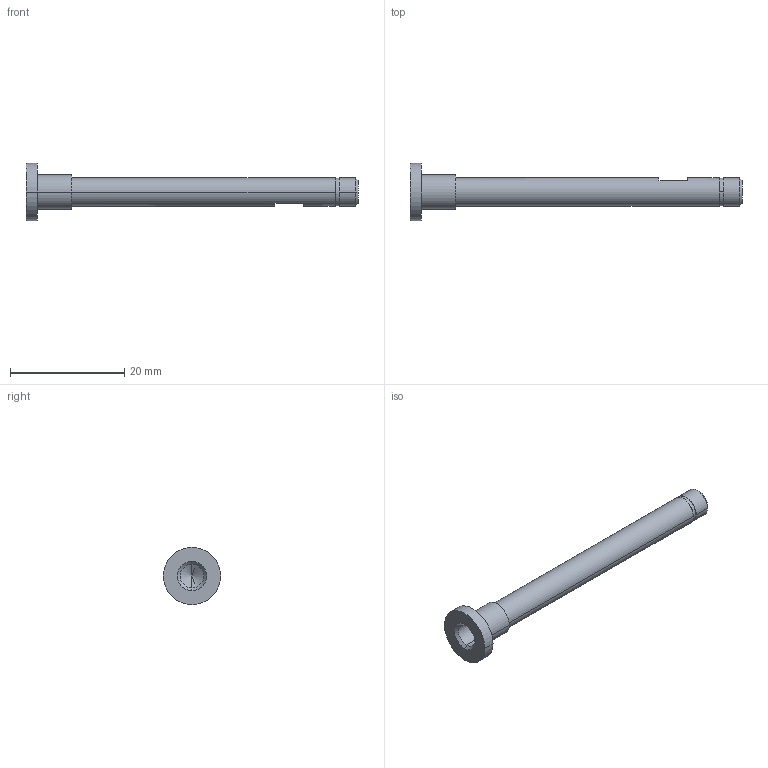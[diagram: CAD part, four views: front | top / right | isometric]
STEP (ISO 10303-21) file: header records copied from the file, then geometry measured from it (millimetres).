
FILE_DESCRIPTION (( 'STEP AP214' ), '1' );
FILE_NAME ('ART_Axe.STEP', '2023-04-12T09:13:57', ( '' ), ( '' ), 'SwSTEP 2.0', 'SolidWorks 2023', '' );
FILE_SCHEMA (( 'AUTOMOTIVE_DESIGN' ));
Length unit declared in the file: millimetre
Products named in the file (1): ART_Axe
Bounding box: 58 x 10 x 10 mm (x, y, z)
Volume: 1222.2 mm3; surface area: 1181.2 mm2
Topology: 1 solids, 1 shells, 30 faces, 63 edges, 39 vertices
Faces by surface type: cylinder 12, plane 12, cone 6
Entity records: 822 total; most frequent: DIRECTION 157, CARTESIAN_POINT 131, ORIENTED_EDGE 122, AXIS2_PLACEMENT_3D 65, EDGE_CURVE 61, VERTEX_POINT 39, EDGE_LOOP 36, CIRCLE 34
